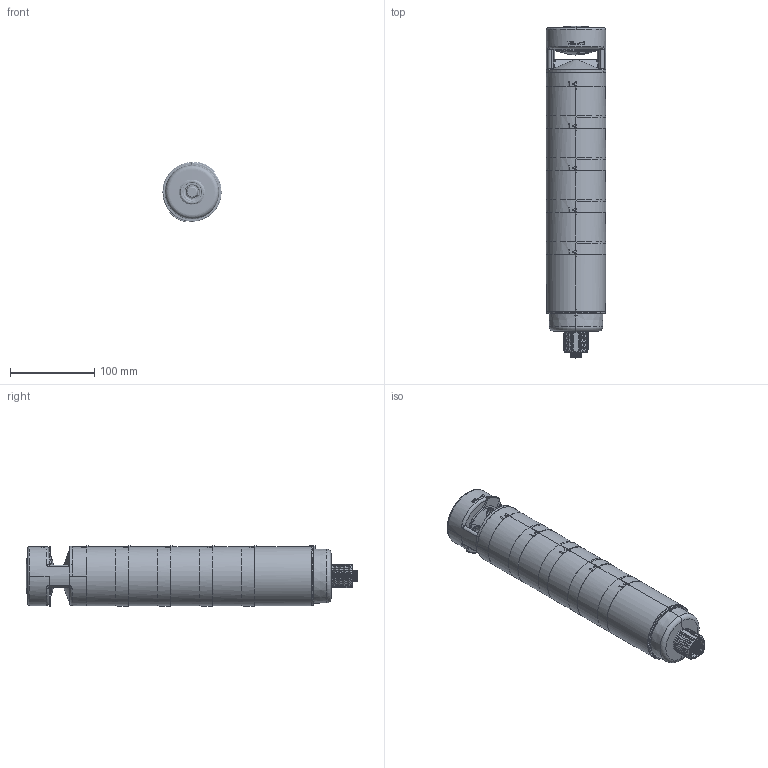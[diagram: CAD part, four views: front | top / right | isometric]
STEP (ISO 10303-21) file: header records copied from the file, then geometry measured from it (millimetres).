
FILE_DESCRIPTION((''),'2;1');
FILE_NAME('191416_ASM','2016-12-20T',('PDMAdmin'),('BANNER ENGINEERING'),'CREO PARAMETRIC BY PTC INC, 2016260','CREO PARAMETRIC BY PTC INC, 2016260','');
FILE_SCHEMA(('CONFIG_CONTROL_DESIGN'));
Length unit declared in the file: millimetre
Products named in the file (10): 180077; 190540; 183492; 183493; 180306; 180307; 180308; 191171; 30498; 191416_ASM
Assembly tree (15 placements, depth 2):
  191416_ASM
    180077
    190540
    183492  x4
    183493  x4
    180306
    180307
    180308
    191171
    30498
Bounding box: 71 x 393.31 x 71.25 mm (x, y, z)
Volume: 358117 mm3; surface area: 257573.2 mm2
Topology: 15 solids, 20 shells, 4225 faces, 10279 edges, 6127 vertices
Faces by surface type: bspline 1322, cylinder 1142, plane 771, torus 406, cone 348, sphere 210, extrusion 22, revolution 4
Entity records: 135338 total; most frequent: CARTESIAN_POINT 83059, ORIENTED_EDGE 12062, DIRECTION 9354, EDGE_CURVE 6035, AXIS2_PLACEMENT_3D 3887, VERTEX_POINT 3652, EDGE_LOOP 2567, FACE_OUTER_BOUND 2452
